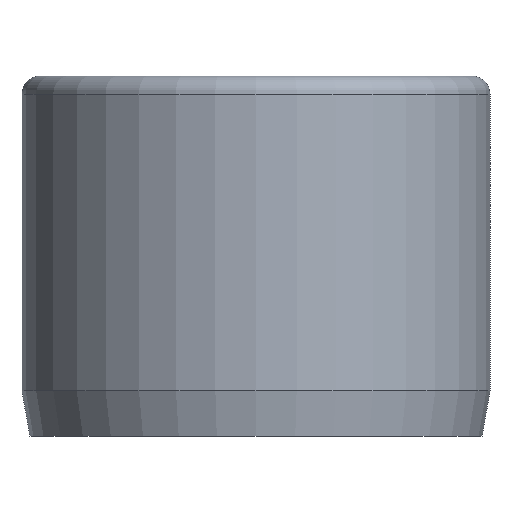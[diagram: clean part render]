
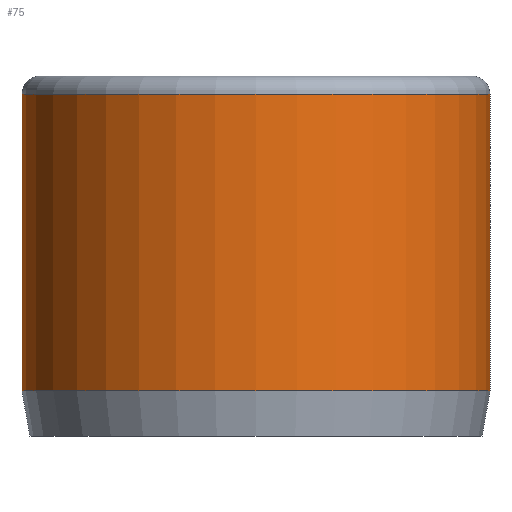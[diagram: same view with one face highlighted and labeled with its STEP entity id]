
A CAD part, front view. The second image highlights one B-rep face of the part: STEP entity #75.
In plain terms, the highlighted cylindrical face has radius 6.5 mm (diameter 13 mm), a full revolution.
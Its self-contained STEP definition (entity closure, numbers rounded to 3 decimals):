
#75 = ADVANCED_FACE( '', ( #84, #85 ), #86, .T. );
#84 = FACE_OUTER_BOUND( '', #108, .T. );
#85 = FACE_OUTER_BOUND( '', #109, .T. );
#86 = CYLINDRICAL_SURFACE( '', #110, 6.5 );
#108 = EDGE_LOOP( '', ( #132 ) );
#109 = EDGE_LOOP( '', ( #133 ) );
#110 = AXIS2_PLACEMENT_3D( '', #134, #135, #136 );
#132 = ORIENTED_EDGE( '', *, *, #172, .T. );
#133 = ORIENTED_EDGE( '', *, *, #173, .T. );
#134 = CARTESIAN_POINT( '', ( 0., 0., 10. ) );
#135 = DIRECTION( '', ( 0., 0., 1. ) );
#136 = DIRECTION( '', ( -1., 0., 0. ) );
#172 = EDGE_CURVE( '', #180, #180, #181, .F. );
#173 = EDGE_CURVE( '', #182, #182, #183, .T. );
#180 = VERTEX_POINT( '', #196 );
#181 = CIRCLE( '', #197, 6.5 );
#182 = VERTEX_POINT( '', #198 );
#183 = CIRCLE( '', #199, 6.5 );
#196 = CARTESIAN_POINT( '', ( -6.5, 0., 1.25 ) );
#197 = AXIS2_PLACEMENT_3D( '', #212, #213, #214 );
#198 = CARTESIAN_POINT( '', ( -6.5, 0., 9.5 ) );
#199 = AXIS2_PLACEMENT_3D( '', #215, #216, #217 );
#212 = CARTESIAN_POINT( '', ( 0., 0., 1.25 ) );
#213 = DIRECTION( '', ( 0., 0., -1. ) );
#214 = DIRECTION( '', ( -1., 0., 0. ) );
#215 = CARTESIAN_POINT( '', ( 0., 0., 9.5 ) );
#216 = DIRECTION( '', ( 0., 0., -1. ) );
#217 = DIRECTION( '', ( -1., 0., 0. ) );
